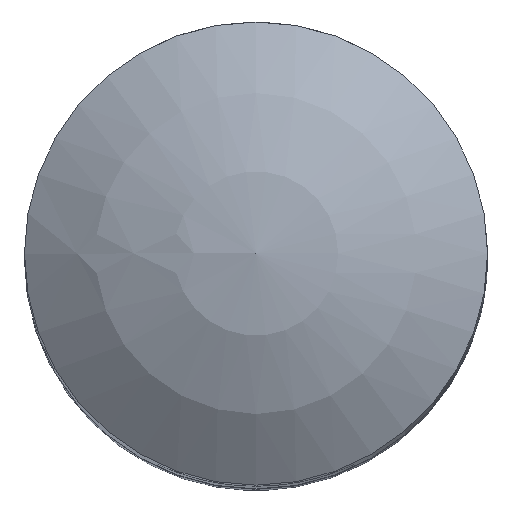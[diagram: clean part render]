
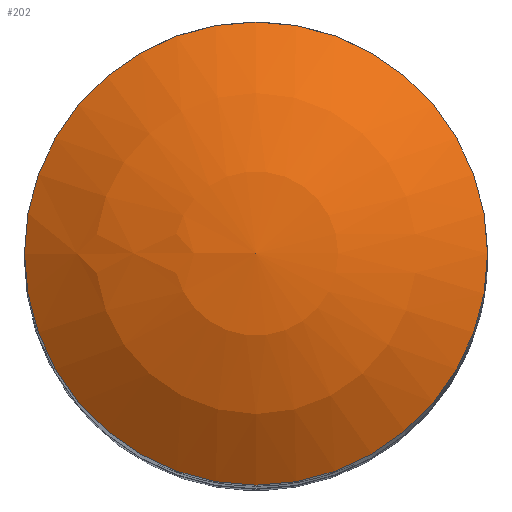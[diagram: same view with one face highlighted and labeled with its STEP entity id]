
A CAD part, top view. The second image highlights one B-rep face of the part: STEP entity #202.
In plain terms, the highlighted spherical face has radius 5 mm.
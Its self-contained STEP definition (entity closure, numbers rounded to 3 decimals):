
#19=SPHERICAL_SURFACE('',#237,5.);
#35=FACE_OUTER_BOUND('',#49,.T.);
#49=EDGE_LOOP('',(#160,#161,#162));
#92=CIRCLE('',#238,3.);
#93=CIRCLE('',#239,5.);
#107=VERTEX_POINT('',#341);
#108=VERTEX_POINT('',#343);
#128=EDGE_CURVE('',#107,#107,#92,.T.);
#129=EDGE_CURVE('',#108,#107,#93,.T.);
#160=ORIENTED_EDGE('',*,*,#128,.T.);
#161=ORIENTED_EDGE('',*,*,#129,.F.);
#162=ORIENTED_EDGE('',*,*,#129,.T.);
#202=ADVANCED_FACE('',(#35),#19,.T.);
#237=AXIS2_PLACEMENT_3D('',#340,#281,#282);
#238=AXIS2_PLACEMENT_3D('',#342,#283,#284);
#239=AXIS2_PLACEMENT_3D('',#344,#285,#286);
#281=DIRECTION('center_axis',(0.,0.,1.));
#282=DIRECTION('ref_axis',(1.,0.,0.));
#283=DIRECTION('center_axis',(0.,0.,1.));
#284=DIRECTION('ref_axis',(1.,0.,0.));
#285=DIRECTION('center_axis',(0.,-1.,0.));
#286=DIRECTION('ref_axis',(-1.,0.,0.));
#340=CARTESIAN_POINT('Origin',(0.,0.,33.05));
#341=CARTESIAN_POINT('',(-3.,0.,37.05));
#342=CARTESIAN_POINT('Origin',(0.,0.,37.05));
#343=CARTESIAN_POINT('',(0.,0.,38.05));
#344=CARTESIAN_POINT('Origin',(0.,0.,33.05));
